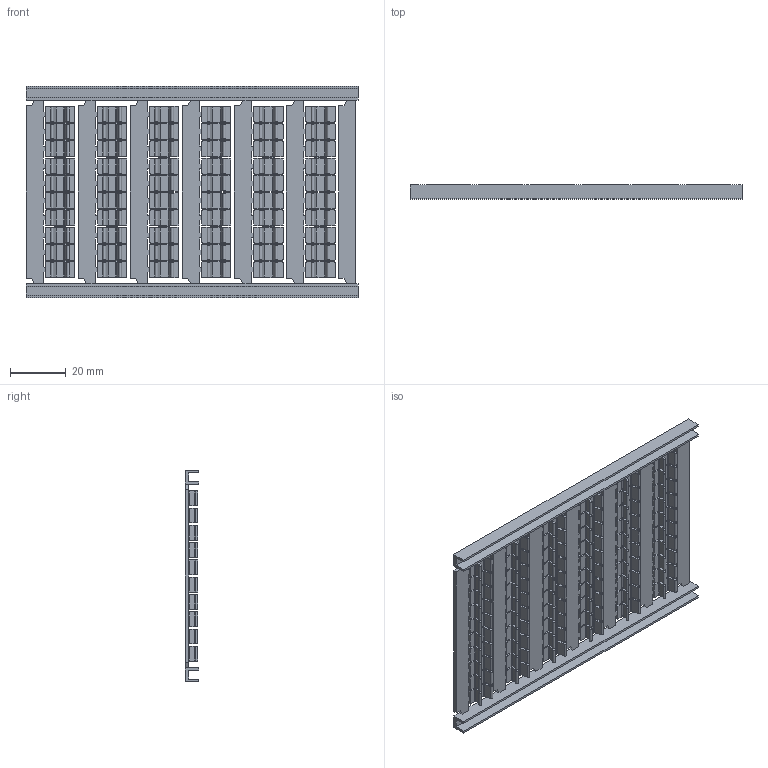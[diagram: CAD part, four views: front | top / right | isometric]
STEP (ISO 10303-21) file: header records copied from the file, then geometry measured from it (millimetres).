
FILE_DESCRIPTION((''),'2;1');
FILE_NAME('8YB867183','2022-08-22T',('Administrator'),(''),'PRO/ENGINEER BY PARAMETRIC TECHNOLOGY CORPORATION, 2013230','PRO/ENGINEER BY PARAMETRIC TECHNOLOGY CORPORATION, 2013230','');
FILE_SCHEMA(('CONFIG_CONTROL_DESIGN'));
Products named in the file (1): 8YB867183
Bounding box: 119.2 x 5 x 76 mm (x, y, z)
Volume: 13294.9 mm3; surface area: 27574.5 mm2
Topology: 1 solids, 1 shells, 2312 faces, 6192 edges, 3960 vertices
Faces by surface type: plane 1592, cylinder 720
Entity records: 71618 total; most frequent: CARTESIAN_POINT 12464, ORIENTED_EDGE 12384, DIRECTION 12256, EDGE_CURVE 6192, VECTOR 4752, LINE 4752, VERTEX_POINT 3960, AXIS2_PLACEMENT_3D 3752
